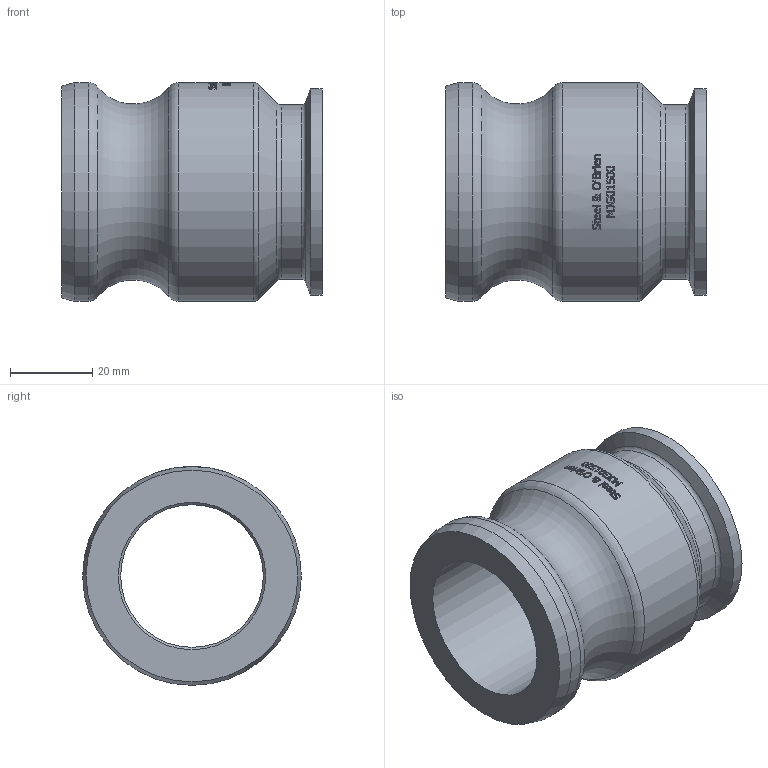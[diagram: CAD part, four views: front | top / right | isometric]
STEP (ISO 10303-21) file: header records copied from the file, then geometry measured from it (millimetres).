
FILE_DESCRIPTION(/* description */ (''),/* implementation_level */ '2;1');
FILE_NAME(/* name */ 'MJG01500.stp',/* time_stamp */ '2022-01-27T15:07:09-05:00',/* author */ ('rick'),/* organization */ (''),/* preprocessor_version */ 'ST-DEVELOPER v18.1',/* originating_system */ 'Autodesk Inventor 2020',/* authorisation */ '');
FILE_SCHEMA (('AUTOMOTIVE_DESIGN { 1 0 10303 214 3 1 1 }'));
Length unit declared in the file: inch
Products named in the file (1): MJG01500
Bounding box: 63.5 x 53.34 x 53.34 mm (x, y, z)
Volume: 58458.1 mm3; surface area: 20500.2 mm2
Topology: 1 solids, 1 shells, 369 faces, 1017 edges, 684 vertices
Faces by surface type: bspline 188, plane 127, cylinder 39, torus 9, cone 6
Full cylindrical faces by diameter (mm): 34.798 x1, 35.941 x1, 42.57 x1, 50.394 x1, 53.34 x2
Entity records: 16139 total; most frequent: CARTESIAN_POINT 7728, ORIENTED_EDGE 2034, DIRECTION 1210, EDGE_CURVE 1017, VERTEX_POINT 684, LINE 436, VECTOR 436, EDGE_LOOP 405
